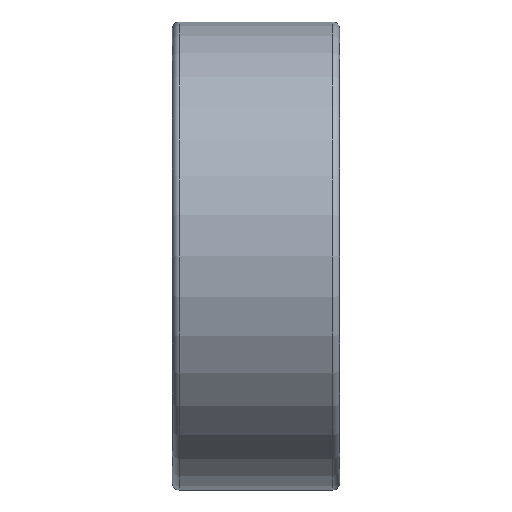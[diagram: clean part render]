
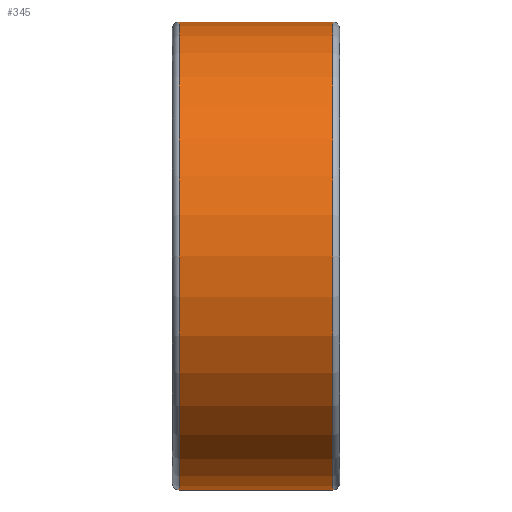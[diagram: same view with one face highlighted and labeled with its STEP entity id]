
A CAD part, front view. The second image highlights one B-rep face of the part: STEP entity #345.
In plain terms, the highlighted cylindrical face has radius 7 mm (diameter 14 mm), a full revolution.
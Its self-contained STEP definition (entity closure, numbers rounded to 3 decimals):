
#345 = ADVANCED_FACE( '', ( #608, #609 ), #610, .T. );
#608 = FACE_OUTER_BOUND( '', #805, .T. );
#609 = FACE_OUTER_BOUND( '', #806, .T. );
#610 = CYLINDRICAL_SURFACE( '', #807, 7. );
#805 = EDGE_LOOP( '', ( #1078 ) );
#806 = EDGE_LOOP( '', ( #1079 ) );
#807 = AXIS2_PLACEMENT_3D( '', #1080, #1081, #1082 );
#1078 = ORIENTED_EDGE( '', *, *, #1109, .T. );
#1079 = ORIENTED_EDGE( '', *, *, #1088, .F. );
#1080 = CARTESIAN_POINT( '', ( 50., 0., 0. ) );
#1081 = DIRECTION( '', ( -1., 0., 0. ) );
#1082 = DIRECTION( '', ( 0., 0., -1. ) );
#1088 = EDGE_CURVE( '', #1184, #1184, #1185, .T. );
#1109 = EDGE_CURVE( '', #1215, #1215, #1216, .T. );
#1184 = VERTEX_POINT( '', #1317 );
#1185 = CIRCLE( '', #1318, 7. );
#1215 = VERTEX_POINT( '', #1348 );
#1216 = CIRCLE( '', #1349, 7. );
#1317 = CARTESIAN_POINT( '', ( 4.8, 0., -7. ) );
#1318 = AXIS2_PLACEMENT_3D( '', #1450, #1451, #1452 );
#1348 = CARTESIAN_POINT( '', ( 0.2, 0., -7. ) );
#1349 = AXIS2_PLACEMENT_3D( '', #1486, #1487, #1488 );
#1450 = CARTESIAN_POINT( '', ( 4.8, 0., 0. ) );
#1451 = DIRECTION( '', ( 1., 0., 0. ) );
#1452 = DIRECTION( '', ( 0., 0., -1. ) );
#1486 = CARTESIAN_POINT( '', ( 0.2, 0., 0. ) );
#1487 = DIRECTION( '', ( 1., 0., 0. ) );
#1488 = DIRECTION( '', ( 0., 0., -1. ) );
